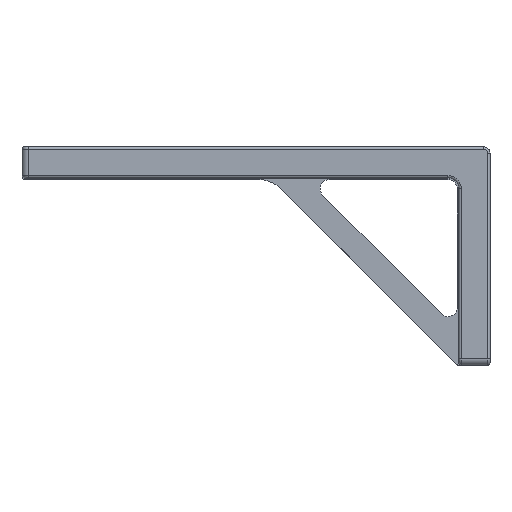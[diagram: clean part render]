
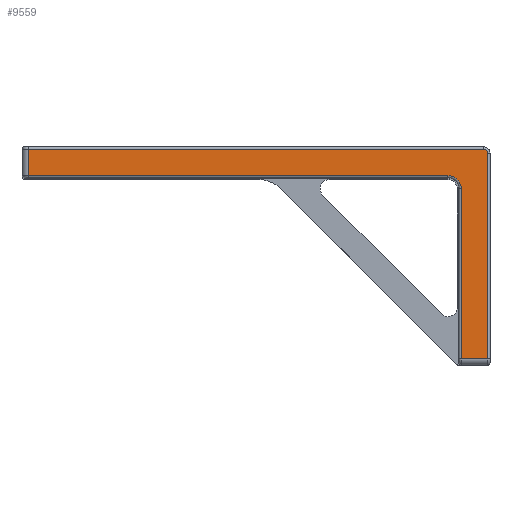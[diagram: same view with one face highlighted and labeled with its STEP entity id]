
A CAD part, left-side view. The second image highlights one B-rep face of the part: STEP entity #9559.
In plain terms, the highlighted planar face has unit normal (-1, 0, 0).
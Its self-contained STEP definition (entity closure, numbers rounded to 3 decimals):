
#146 = CARTESIAN_POINT ( 'NONE',  ( -62.5, 10., -35. ) ) ;
#232 = VECTOR ( 'NONE', #7527, 1000. ) ;
#266 = CARTESIAN_POINT ( 'NONE',  ( -62.5, 0.8, -35. ) ) ;
#467 = LINE ( 'NONE', #266, #10273 ) ;
#534 = DIRECTION ( 'NONE',  ( 0., 0., -1. ) ) ;
#677 = AXIS2_PLACEMENT_3D ( 'NONE', #146, #3908, #5737 ) ;
#697 = EDGE_CURVE ( 'NONE', #4737, #2193, #9782, .T. ) ;
#1130 = ORIENTED_EDGE ( 'NONE', *, *, #7194, .T. ) ;
#1478 = LINE ( 'NONE', #4180, #6922 ) ;
#1581 = VECTOR ( 'NONE', #7210, 1000. ) ;
#1721 = VERTEX_POINT ( 'NONE', #7818 ) ;
#1855 = VERTEX_POINT ( 'NONE', #2649 ) ;
#2037 = ORIENTED_EDGE ( 'NONE', *, *, #10847, .T. ) ;
#2097 = EDGE_CURVE ( 'NONE', #2193, #8933, #467, .T. ) ;
#2128 = ORIENTED_EDGE ( 'NONE', *, *, #7161, .T. ) ;
#2193 = VERTEX_POINT ( 'NONE', #6228 ) ;
#2649 = CARTESIAN_POINT ( 'NONE',  ( -62.5, 2., 34.2 ) ) ;
#2666 = DIRECTION ( 'NONE',  ( 0., -1., 0. ) ) ;
#3004 = LINE ( 'NONE', #9080, #8165 ) ;
#3008 = VERTEX_POINT ( 'NONE', #5343 ) ;
#3158 = EDGE_CURVE ( 'NONE', #5551, #4737, #1478, .T. ) ;
#3855 = PLANE ( 'NONE',  #677 ) ;
#3908 = DIRECTION ( 'NONE',  ( 1., 0., 0. ) ) ;
#4180 = CARTESIAN_POINT ( 'NONE',  ( -62.5, 9.2, -33. ) ) ;
#4625 = AXIS2_PLACEMENT_3D ( 'NONE', #10775, #7968, #534 ) ;
#4737 = VERTEX_POINT ( 'NONE', #6334 ) ;
#4853 = ORIENTED_EDGE ( 'NONE', *, *, #5827, .T. ) ;
#5343 = CARTESIAN_POINT ( 'NONE',  ( -62.5, 148., 34.2 ) ) ;
#5407 = LINE ( 'NONE', #10362, #232 ) ;
#5551 = VERTEX_POINT ( 'NONE', #8530 ) ;
#5716 = ORIENTED_EDGE ( 'NONE', *, *, #3158, .T. ) ;
#5737 = DIRECTION ( 'NONE',  ( 0., 0., -1. ) ) ;
#5827 = EDGE_CURVE ( 'NONE', #11503, #5551, #9996, .T. ) ;
#5909 = DIRECTION ( 'NONE',  ( 0., 0., -1. ) ) ;
#6228 = CARTESIAN_POINT ( 'NONE',  ( -62.5, 0.8, -33. ) ) ;
#6267 = CARTESIAN_POINT ( 'NONE',  ( -62.5, 0.8, 33. ) ) ;
#6334 = CARTESIAN_POINT ( 'NONE',  ( -62.5, 9.2, -33. ) ) ;
#6589 = VECTOR ( 'NONE', #10136, 1000. ) ;
#6678 = CARTESIAN_POINT ( 'NONE',  ( -62.5, 2., 33. ) ) ;
#6723 = DIRECTION ( 'NONE',  ( 0., 0., -1. ) ) ;
#6837 = DIRECTION ( 'NONE',  ( -1., 0., 0. ) ) ;
#6922 = VECTOR ( 'NONE', #5909, 1000. ) ;
#6990 = CIRCLE ( 'NONE', #11874, 1.2 ) ;
#7052 = ORIENTED_EDGE ( 'NONE', *, *, #2097, .T. ) ;
#7161 = EDGE_CURVE ( 'NONE', #1855, #3008, #7297, .T. ) ;
#7194 = EDGE_CURVE ( 'NONE', #1721, #11503, #3004, .T. ) ;
#7210 = DIRECTION ( 'NONE',  ( 0., -1., 0. ) ) ;
#7251 = CARTESIAN_POINT ( 'NONE',  ( -62.5, 10., 34.2 ) ) ;
#7297 = LINE ( 'NONE', #7251, #6589 ) ;
#7527 = DIRECTION ( 'NONE',  ( 0., 0., -1. ) ) ;
#7818 = CARTESIAN_POINT ( 'NONE',  ( -62.5, 148., 25.8 ) ) ;
#7968 = DIRECTION ( 'NONE',  ( 1., 0., 0. ) ) ;
#8128 = FACE_OUTER_BOUND ( 'NONE', #9453, .T. ) ;
#8165 = VECTOR ( 'NONE', #2666, 1000. ) ;
#8530 = CARTESIAN_POINT ( 'NONE',  ( -62.5, 9.2, 21.5 ) ) ;
#8646 = DIRECTION ( 'NONE',  ( 0., 0., 1. ) ) ;
#8933 = VERTEX_POINT ( 'NONE', #6267 ) ;
#9034 = EDGE_CURVE ( 'NONE', #8933, #1855, #6990, .T. ) ;
#9080 = CARTESIAN_POINT ( 'NONE',  ( -62.5, 10., 25.8 ) ) ;
#9195 = CARTESIAN_POINT ( 'NONE',  ( -62.5, 13.5, 25.8 ) ) ;
#9453 = EDGE_LOOP ( 'NONE', ( #9544, #2128, #2037, #1130, #4853, #5716, #11053, #7052 ) ) ;
#9544 = ORIENTED_EDGE ( 'NONE', *, *, #9034, .T. ) ;
#9559 = ADVANCED_FACE ( '��1', ( #8128 ), #3855, .F. ) ;
#9782 = LINE ( 'NONE', #10982, #1581 ) ;
#9996 = CIRCLE ( 'NONE', #4625, 4.3 ) ;
#10136 = DIRECTION ( 'NONE',  ( 0., 1., 0. ) ) ;
#10273 = VECTOR ( 'NONE', #8646, 1000. ) ;
#10362 = CARTESIAN_POINT ( 'NONE',  ( -62.5, 148., 25. ) ) ;
#10775 = CARTESIAN_POINT ( 'NONE',  ( -62.5, 13.5, 21.5 ) ) ;
#10847 = EDGE_CURVE ( 'NONE', #3008, #1721, #5407, .T. ) ;
#10982 = CARTESIAN_POINT ( 'NONE',  ( -62.5, 10., -33. ) ) ;
#11053 = ORIENTED_EDGE ( 'NONE', *, *, #697, .T. ) ;
#11503 = VERTEX_POINT ( 'NONE', #9195 ) ;
#11874 = AXIS2_PLACEMENT_3D ( 'NONE', #6678, #6837, #6723 ) ;
